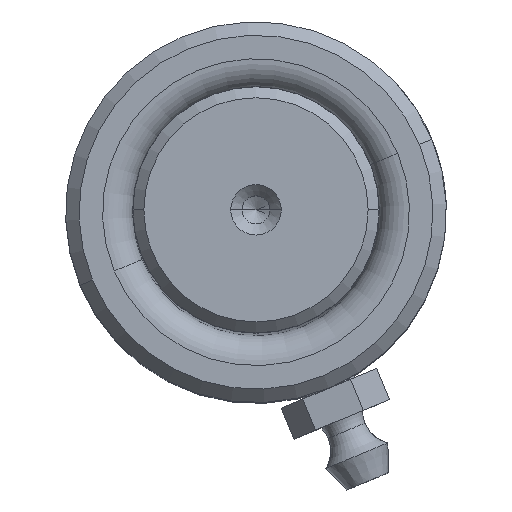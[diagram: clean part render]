
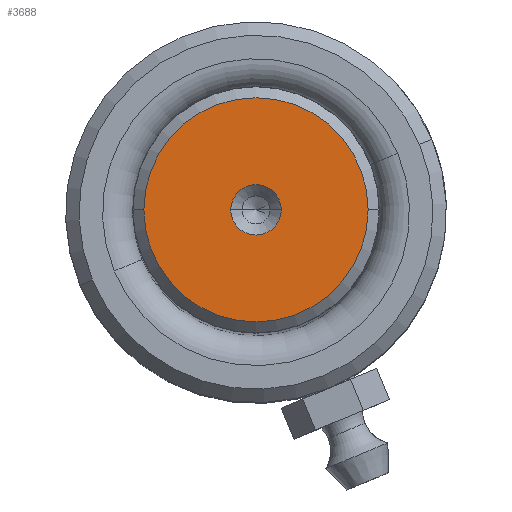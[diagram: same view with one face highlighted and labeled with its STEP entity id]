
A CAD part, top view. The second image highlights one B-rep face of the part: STEP entity #3688.
In plain terms, the highlighted planar face has unit normal (0, 0, 1).
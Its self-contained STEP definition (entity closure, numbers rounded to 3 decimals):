
#44 = CIRCLE ( 'NONE', #2270, 2.25 ) ;
#227 = FACE_OUTER_BOUND ( 'NONE', #6851, .T. ) ;
#335 = CARTESIAN_POINT ( 'NONE',  ( 10.009, 0., 170. ) ) ;
#347 = DIRECTION ( 'NONE',  ( 0., 0., 1. ) ) ;
#493 = DIRECTION ( 'NONE',  ( 0., 0., 1. ) ) ;
#607 = CARTESIAN_POINT ( 'NONE',  ( 2.25, 0., 170. ) ) ;
#818 = CIRCLE ( 'NONE', #3215, 2.25 ) ;
#827 = CARTESIAN_POINT ( 'NONE',  ( 0., 0., 170. ) ) ;
#867 = DIRECTION ( 'NONE',  ( 1., 0., 0. ) ) ;
#921 = CARTESIAN_POINT ( 'NONE',  ( -10.009, 0., 170. ) ) ;
#1049 = EDGE_CURVE ( 'NONE', #1113, #4041, #3091, .T. ) ;
#1072 = AXIS2_PLACEMENT_3D ( 'NONE', #5678, #2468, #5051 ) ;
#1113 = VERTEX_POINT ( 'NONE', #921 ) ;
#1389 = PLANE ( 'NONE',  #1072 ) ;
#1670 = ORIENTED_EDGE ( 'NONE', *, *, #5009, .F. ) ;
#1919 = ORIENTED_EDGE ( 'NONE', *, *, #1049, .T. ) ;
#2025 = VERTEX_POINT ( 'NONE', #607 ) ;
#2039 = AXIS2_PLACEMENT_3D ( 'NONE', #6314, #493, #4259 ) ;
#2270 = AXIS2_PLACEMENT_3D ( 'NONE', #6934, #5832, #3720 ) ;
#2468 = DIRECTION ( 'NONE',  ( 0., 0., 1. ) ) ;
#3076 = EDGE_CURVE ( 'NONE', #4041, #1113, #5195, .T. ) ;
#3091 = CIRCLE ( 'NONE', #6795, 10.009 ) ;
#3134 = ORIENTED_EDGE ( 'NONE', *, *, #4641, .F. ) ;
#3215 = AXIS2_PLACEMENT_3D ( 'NONE', #6074, #6615, #3408 ) ;
#3408 = DIRECTION ( 'NONE',  ( 1., 0., 0. ) ) ;
#3688 = ADVANCED_FACE ( 'NONE', ( #3985, #227 ), #1389, .T. ) ;
#3720 = DIRECTION ( 'NONE',  ( 1., 0., 0. ) ) ;
#3931 = EDGE_LOOP ( 'NONE', ( #1670, #3134 ) ) ;
#3985 = FACE_BOUND ( 'NONE', #3931, .T. ) ;
#4041 = VERTEX_POINT ( 'NONE', #335 ) ;
#4259 = DIRECTION ( 'NONE',  ( 1., 0., 0. ) ) ;
#4641 = EDGE_CURVE ( 'NONE', #5858, #2025, #818, .T. ) ;
#5009 = EDGE_CURVE ( 'NONE', #2025, #5858, #44, .T. ) ;
#5051 = DIRECTION ( 'NONE',  ( 1., 0., 0. ) ) ;
#5195 = CIRCLE ( 'NONE', #2039, 10.009 ) ;
#5381 = CARTESIAN_POINT ( 'NONE',  ( -2.25, 0., 170. ) ) ;
#5678 = CARTESIAN_POINT ( 'NONE',  ( 0., 0., 170. ) ) ;
#5832 = DIRECTION ( 'NONE',  ( 0., 0., 1. ) ) ;
#5858 = VERTEX_POINT ( 'NONE', #5381 ) ;
#6074 = CARTESIAN_POINT ( 'NONE',  ( 0., 0., 170. ) ) ;
#6314 = CARTESIAN_POINT ( 'NONE',  ( 0., 0., 170. ) ) ;
#6615 = DIRECTION ( 'NONE',  ( 0., 0., 1. ) ) ;
#6795 = AXIS2_PLACEMENT_3D ( 'NONE', #827, #347, #867 ) ;
#6851 = EDGE_LOOP ( 'NONE', ( #1919, #6868 ) ) ;
#6868 = ORIENTED_EDGE ( 'NONE', *, *, #3076, .T. ) ;
#6934 = CARTESIAN_POINT ( 'NONE',  ( 0., 0., 170. ) ) ;
